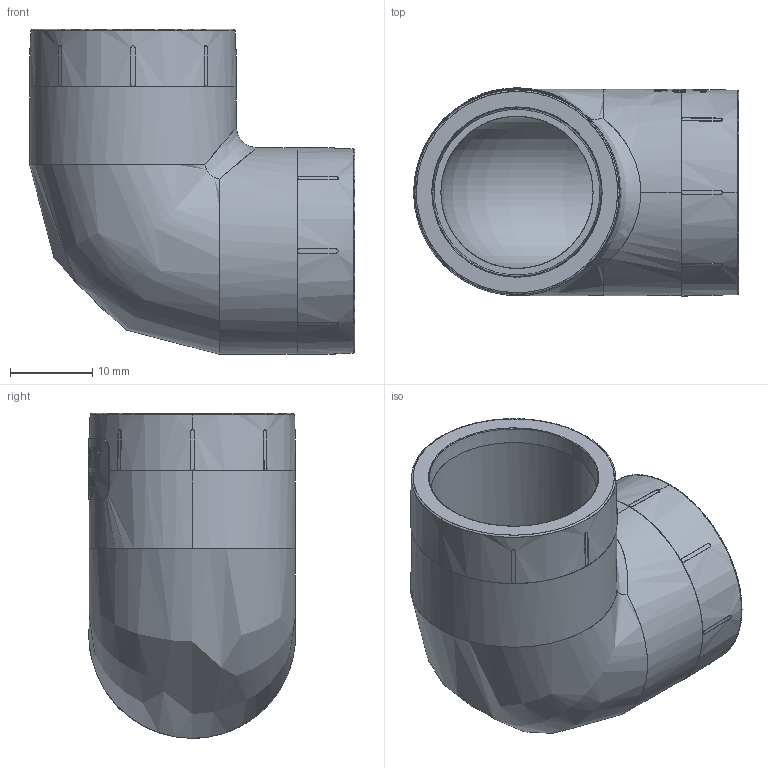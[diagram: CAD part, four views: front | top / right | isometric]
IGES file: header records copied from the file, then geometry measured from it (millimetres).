
Start section: SolidWorks IGES file using NURBS representation for surfaces
Global section: file name: 01051001020.IGS; native system: SolidWorks 2020; preprocessor: SolidWorks 2020; author: utilizador; date: 200331.122832; units: millimetre
Bounding box: 39.62 x 25.32 x 39.62 mm (x, y, z)
Surface area: 7397.1 mm2 (no closed solid volume)
Topology: 0 solids, 0 shells, 574 faces, 6347 edges, 6345 vertices
Faces by surface type: bspline 574
